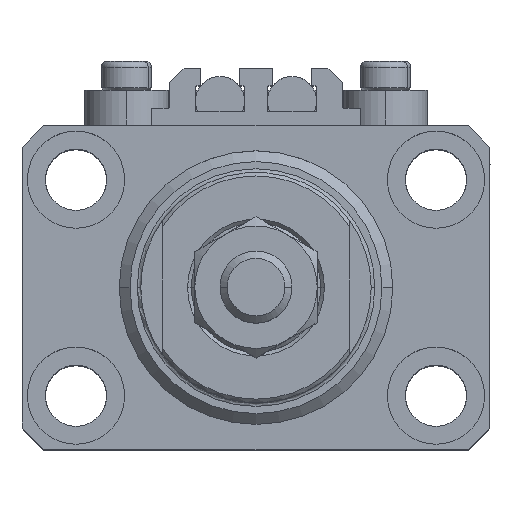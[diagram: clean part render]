
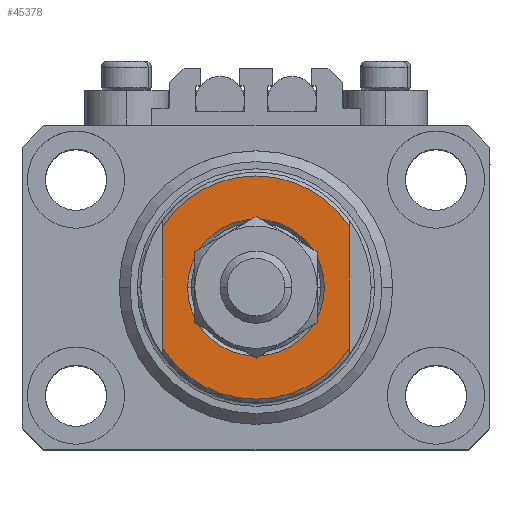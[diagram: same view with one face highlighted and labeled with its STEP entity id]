
A CAD part, top view. The second image highlights one B-rep face of the part: STEP entity #45378.
In plain terms, the highlighted face is planar.
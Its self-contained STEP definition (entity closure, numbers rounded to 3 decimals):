
#416 = VECTOR ( 'NONE', #13534, 1000. ) ;
#907 = PLANE ( 'NONE',  #21322 ) ;
#3133 = VERTEX_POINT ( 'NONE', #36753 ) ;
#3302 = CARTESIAN_POINT ( 'NONE',  ( 9.5, 0., -6.5 ) ) ;
#5912 = EDGE_CURVE ( 'NONE', #41667, #49087, #44836, .T. ) ;
#6508 = LINE ( 'NONE', #44105, #26656 ) ;
#6668 = DIRECTION ( 'NONE',  ( -1., 0., 0. ) ) ;
#7309 = CIRCLE ( 'NONE', #42554, 9.5 ) ;
#8329 = EDGE_CURVE ( 'NONE', #49087, #41667, #7309, .T. ) ;
#8413 = DIRECTION ( 'NONE',  ( 0., 0., -1. ) ) ;
#9065 = ORIENTED_EDGE ( 'NONE', *, *, #22802, .T. ) ;
#9398 = ORIENTED_EDGE ( 'NONE', *, *, #12947, .T. ) ;
#9554 = AXIS2_PLACEMENT_3D ( 'NONE', #14177, #49025, #6668 ) ;
#11164 = CIRCLE ( 'NONE', #9554, 15.5 ) ;
#11423 = CARTESIAN_POINT ( 'NONE',  ( -9.5, 0., -6.5 ) ) ;
#12947 = EDGE_CURVE ( 'NONE', #46348, #3133, #6508, .T. ) ;
#13534 = DIRECTION ( 'NONE',  ( 0., -1., 0. ) ) ;
#13785 = VERTEX_POINT ( 'NONE', #32107 ) ;
#14177 = CARTESIAN_POINT ( 'NONE',  ( 0., 0., -6.5 ) ) ;
#14271 = CARTESIAN_POINT ( 'NONE',  ( -13., -43.081, -6.5 ) ) ;
#14527 = DIRECTION ( 'NONE',  ( 0., 0., 1. ) ) ;
#15422 = CIRCLE ( 'NONE', #21816, 15.5 ) ;
#20127 = AXIS2_PLACEMENT_3D ( 'NONE', #21300, #14527, #45102 ) ;
#20224 = ORIENTED_EDGE ( 'NONE', *, *, #36580, .T. ) ;
#21300 = CARTESIAN_POINT ( 'NONE',  ( 0., 0., -6.5 ) ) ;
#21322 = AXIS2_PLACEMENT_3D ( 'NONE', #38744, #8413, #38988 ) ;
#21782 = DIRECTION ( 'NONE',  ( 0., -1., 0. ) ) ;
#21816 = AXIS2_PLACEMENT_3D ( 'NONE', #32320, #47610, #29039 ) ;
#22802 = EDGE_CURVE ( 'NONE', #3133, #13785, #11164, .T. ) ;
#23836 = CARTESIAN_POINT ( 'NONE',  ( 0., 0., -6.5 ) ) ;
#25173 = CARTESIAN_POINT ( 'NONE',  ( -13., 8.441, -6.5 ) ) ;
#26656 = VECTOR ( 'NONE', #21782, 1000. ) ;
#28299 = VERTEX_POINT ( 'NONE', #25173 ) ;
#28358 = DIRECTION ( 'NONE',  ( 0., 0., 1. ) ) ;
#28830 = ORIENTED_EDGE ( 'NONE', *, *, #8329, .T. ) ;
#29039 = DIRECTION ( 'NONE',  ( -1., 0., 0. ) ) ;
#32107 = CARTESIAN_POINT ( 'NONE',  ( -13., -8.441, -6.5 ) ) ;
#32320 = CARTESIAN_POINT ( 'NONE',  ( 0., 0., -6.5 ) ) ;
#36580 = EDGE_CURVE ( 'NONE', #28299, #46348, #15422, .T. ) ;
#36753 = CARTESIAN_POINT ( 'NONE',  ( 13., -8.441, -6.5 ) ) ;
#38744 = CARTESIAN_POINT ( 'NONE',  ( 0., 0., -6.5 ) ) ;
#38988 = DIRECTION ( 'NONE',  ( -1., 0., 0. ) ) ;
#40623 = ORIENTED_EDGE ( 'NONE', *, *, #42088, .F. ) ;
#41122 = ORIENTED_EDGE ( 'NONE', *, *, #5912, .T. ) ;
#41325 = LINE ( 'NONE', #14271, #416 ) ;
#41667 = VERTEX_POINT ( 'NONE', #3302 ) ;
#42088 = EDGE_CURVE ( 'NONE', #28299, #13785, #41325, .T. ) ;
#42554 = AXIS2_PLACEMENT_3D ( 'NONE', #23836, #28358, #43646 ) ;
#42667 = EDGE_LOOP ( 'NONE', ( #20224, #9398, #9065, #40623 ) ) ;
#43243 = FACE_OUTER_BOUND ( 'NONE', #42667, .T. ) ;
#43646 = DIRECTION ( 'NONE',  ( -1., 0., 0. ) ) ;
#44105 = CARTESIAN_POINT ( 'NONE',  ( 13., -43.081, -6.5 ) ) ;
#44836 = CIRCLE ( 'NONE', #20127, 9.5 ) ;
#45102 = DIRECTION ( 'NONE',  ( -1., 0., 0. ) ) ;
#45378 = ADVANCED_FACE ( 'NONE', ( #47015, #43243 ), #907, .T. ) ;
#45402 = EDGE_LOOP ( 'NONE', ( #28830, #41122 ) ) ;
#46348 = VERTEX_POINT ( 'NONE', #47373 ) ;
#47015 = FACE_BOUND ( 'NONE', #45402, .T. ) ;
#47373 = CARTESIAN_POINT ( 'NONE',  ( 13., 8.441, -6.5 ) ) ;
#47610 = DIRECTION ( 'NONE',  ( 0., 0., -1. ) ) ;
#49025 = DIRECTION ( 'NONE',  ( 0., 0., -1. ) ) ;
#49087 = VERTEX_POINT ( 'NONE', #11423 ) ;
